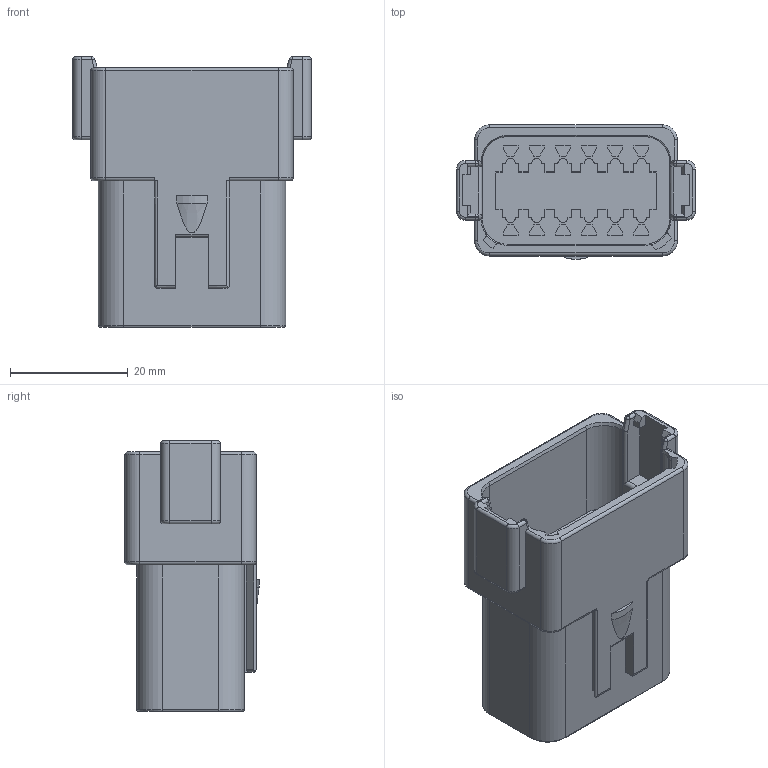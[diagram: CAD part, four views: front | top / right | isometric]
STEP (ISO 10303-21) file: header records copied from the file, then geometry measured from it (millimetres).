
FILE_DESCRIPTION((''),'2;1');
FILE_NAME('C-DT04-12PA-C015','2022-02-09T06:21:48',('workeradm'),('TE Connectivity Ltd.'),'CREO PARAMETRIC BY PTC INC, 2021072','CREO PARAMETRIC BY PTC INC, 2021072','');
FILE_SCHEMA(('AUTOMOTIVE_DESIGN { 1 0 10303 214 1 1 1 1 }'));
Length unit declared in the file: millimetre
Products named in the file (1): C-DT04-12PA-C015
Bounding box: 40.56 x 22.76 x 45.92 mm (x, y, z)
Volume: 18218 mm3; surface area: 8558.7 mm2
Topology: 1 solids, 1 shells, 614 faces, 1563 edges, 984 vertices
Faces by surface type: plane 358, cylinder 143, torus 70, cone 31, sphere 8, bspline 4
Entity records: 18909 total; most frequent: CARTESIAN_POINT 3737, ORIENTED_EDGE 3126, DIRECTION 3114, EDGE_CURVE 1563, VECTOR 1130, LINE 1130, AXIS2_PLACEMENT_3D 992, VERTEX_POINT 984
